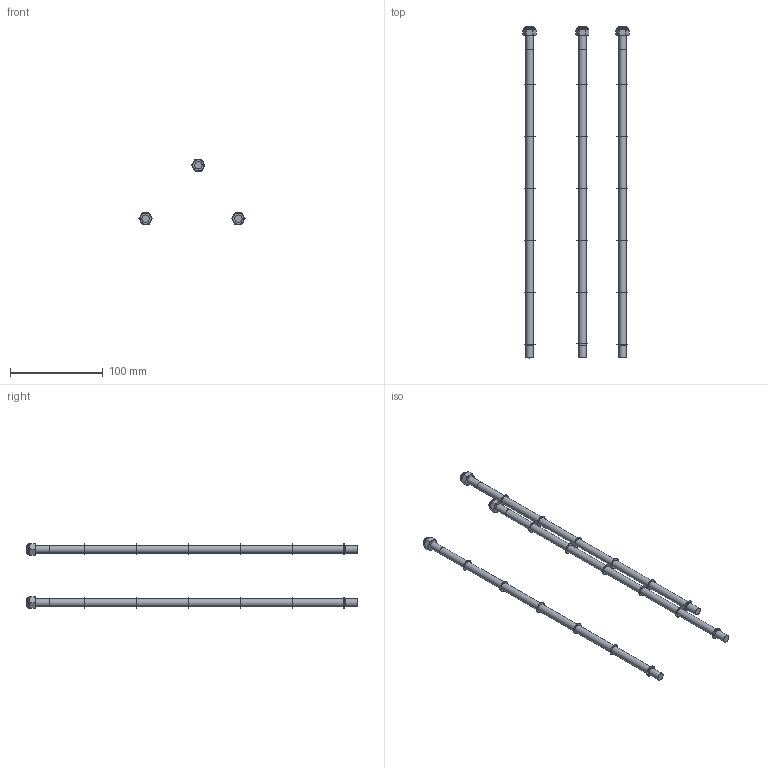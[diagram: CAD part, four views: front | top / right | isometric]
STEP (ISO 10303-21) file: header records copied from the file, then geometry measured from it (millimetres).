
FILE_DESCRIPTION(/* description */ ('Unknown'),/* implementation_level */ '2;1');
FILE_NAME(/* name */ 'AP-1620-331K5',/* time_stamp */ '2020-12-17T09:44:35+01:00',/* author */ ('Unknown'),/* organization */ ('Unknown'),/* preprocessor_version */ 'ST-DEVELOPER v16.7',/* originating_system */ 'DEX',/* authorisation */ $);
FILE_SCHEMA (('AUTOMOTIVE_DESIGN {1 0 10303 214 3 1 1}'));
Length unit declared in the file: millimetre
Products named in the file (4): AP-1620-331K5; WV-1310-908; AP-1620-001-045-C; AP-1620-001-021-B
Assembly tree (24 placements, depth 2):
  AP-1620-331K5
    WV-1310-908  x3
    AP-1620-001-045-C  x18
    AP-1620-001-021-B  x3
Bounding box: 114.4 x 358 x 70.43 mm (x, y, z)
Volume: 56262.5 mm3; surface area: 31632.8 mm2
Topology: 24 solids, 24 shells, 141 faces, 246 edges, 162 vertices
Faces by surface type: plane 75, cylinder 57, torus 9
Full cylindrical faces by diameter (mm): 6.647 x3, 6.7 x3, 8 x27, 8.5 x3, 12 x18, 12.2 x3
Entity records: 1461 total; most frequent: CARTESIAN_POINT 576, DIRECTION 148, ORIENTED_EDGE 74, AXIS2_PLACEMENT_3D 71, EDGE_LOOP 46, FACE_BOUND 46, EDGE_CURVE 37, VERTEX_POINT 31
